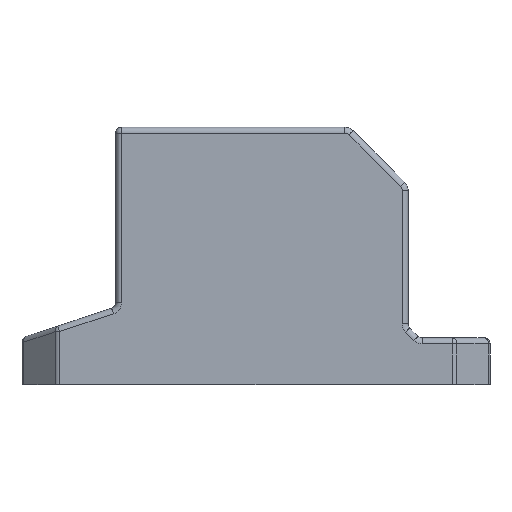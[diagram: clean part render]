
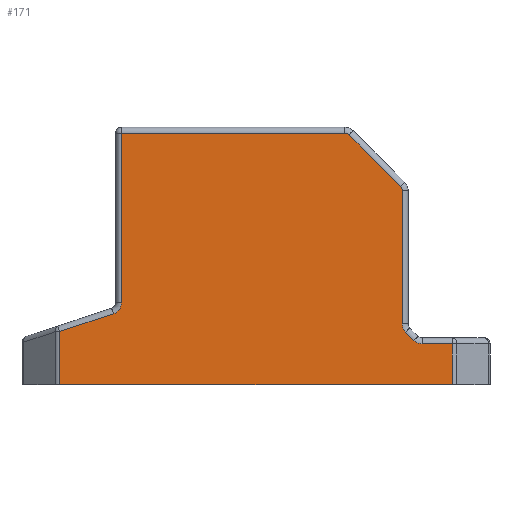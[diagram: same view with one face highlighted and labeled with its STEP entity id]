
A CAD part, front view. The second image highlights one B-rep face of the part: STEP entity #171.
In plain terms, the highlighted planar face has unit normal (0, -1, 0).
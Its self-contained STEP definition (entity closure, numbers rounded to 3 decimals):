
#171 = ADVANCED_FACE( '', ( #467 ), #468, .T. );
#467 = FACE_OUTER_BOUND( '', #897, .T. );
#468 = PLANE( '', #898 );
#897 = EDGE_LOOP( '', ( #1872, #1873, #1874, #1875, #1876, #1877, #1878, #1879, #1880, #1881, #1882, #1883, #1884, #1885, #1886 ) );
#898 = AXIS2_PLACEMENT_3D( '', #1887, #1888, #1889 );
#1872 = ORIENTED_EDGE( '', *, *, #2901, .T. );
#1873 = ORIENTED_EDGE( '', *, *, #2902, .T. );
#1874 = ORIENTED_EDGE( '', *, *, #2903, .T. );
#1875 = ORIENTED_EDGE( '', *, *, #2904, .T. );
#1876 = ORIENTED_EDGE( '', *, *, #2719, .T. );
#1877 = ORIENTED_EDGE( '', *, *, #2621, .T. );
#1878 = ORIENTED_EDGE( '', *, *, #2905, .T. );
#1879 = ORIENTED_EDGE( '', *, *, #2906, .T. );
#1880 = ORIENTED_EDGE( '', *, *, #2907, .T. );
#1881 = ORIENTED_EDGE( '', *, *, #2908, .T. );
#1882 = ORIENTED_EDGE( '', *, *, #2909, .T. );
#1883 = ORIENTED_EDGE( '', *, *, #2910, .T. );
#1884 = ORIENTED_EDGE( '', *, *, #2911, .T. );
#1885 = ORIENTED_EDGE( '', *, *, #2912, .T. );
#1886 = ORIENTED_EDGE( '', *, *, #2913, .T. );
#1887 = CARTESIAN_POINT( '', ( 0., -13.25, -11. ) );
#1888 = DIRECTION( '', ( 0., -1., 0. ) );
#1889 = DIRECTION( '', ( 0., 0., -1. ) );
#2621 = EDGE_CURVE( '', #3101, #3099, #3102, .T. );
#2719 = EDGE_CURVE( '', #3281, #3101, #3282, .F. );
#2901 = EDGE_CURVE( '', #3559, #3309, #3560, .T. );
#2902 = EDGE_CURVE( '', #3309, #3561, #3562, .T. );
#2903 = EDGE_CURVE( '', #3561, #3563, #3564, .F. );
#2904 = EDGE_CURVE( '', #3563, #3281, #3565, .T. );
#2905 = EDGE_CURVE( '', #3099, #3566, #3567, .F. );
#2906 = EDGE_CURVE( '', #3566, #3568, #3569, .T. );
#2907 = EDGE_CURVE( '', #3568, #3570, #3571, .F. );
#2908 = EDGE_CURVE( '', #3570, #3572, #3573, .F. );
#2909 = EDGE_CURVE( '', #3572, #3574, #3575, .F. );
#2910 = EDGE_CURVE( '', #3574, #3576, #3577, .T. );
#2911 = EDGE_CURVE( '', #3576, #3578, #3579, .T. );
#2912 = EDGE_CURVE( '', #3578, #3580, #3581, .F. );
#2913 = EDGE_CURVE( '', #3580, #3559, #3582, .T. );
#3099 = VERTEX_POINT( '', #3820 );
#3101 = VERTEX_POINT( '', #3822 );
#3102 = LINE( '', #3823, #3824 );
#3281 = VERTEX_POINT( '', #4132 );
#3282 = LINE( '', #4133, #4134 );
#3309 = VERTEX_POINT( '', #4174 );
#3559 = VERTEX_POINT( '', #4508 );
#3560 = LINE( '', #4509, #4510 );
#3561 = VERTEX_POINT( '', #4511 );
#3562 = LINE( '', #4512, #4513 );
#3563 = VERTEX_POINT( '', #4514 );
#3564 = CIRCLE( '', #4515, 1. );
#3565 = LINE( '', #4516, #4517 );
#3566 = VERTEX_POINT( '', #4518 );
#3567 = LINE( '', #4519, #4520 );
#3568 = VERTEX_POINT( '', #4521 );
#3569 = LINE( '', #4522, #4523 );
#3570 = VERTEX_POINT( '', #4524 );
#3571 = CIRCLE( '', #4525, 1. );
#3572 = VERTEX_POINT( '', #4526 );
#3573 = LINE( '', #4527, #4528 );
#3574 = VERTEX_POINT( '', #4529 );
#3575 = CIRCLE( '', #4530, 1. );
#3576 = VERTEX_POINT( '', #4531 );
#3577 = LINE( '', #4532, #4533 );
#3578 = VERTEX_POINT( '', #4534 );
#3579 = CIRCLE( '', #4535, 0.5 );
#3580 = VERTEX_POINT( '', #4536 );
#3581 = LINE( '', #4537, #4538 );
#3582 = CIRCLE( '', #4539, 0.5 );
#3820 = CARTESIAN_POINT( '', ( 16.793, -13.25, -11. ) );
#3822 = CARTESIAN_POINT( '', ( -16.793, -13.25, -11. ) );
#3823 = CARTESIAN_POINT( '', ( 0., -13.25, -11. ) );
#3824 = VECTOR( '', #4817, 1000. );
#4132 = CARTESIAN_POINT( '', ( -16.793, -13.25, -6.466 ) );
#4133 = CARTESIAN_POINT( '', ( -16.793, -13.25, -11. ) );
#4134 = VECTOR( '', #4974, 1000. );
#4174 = CARTESIAN_POINT( '', ( -11.5, -13.25, 10.5 ) );
#4508 = CARTESIAN_POINT( '', ( 7.586, -13.25, 10.5 ) );
#4509 = CARTESIAN_POINT( '', ( 0., -13.25, 10.5 ) );
#4510 = VECTOR( '', #5331, 1000. );
#4511 = CARTESIAN_POINT( '', ( -11.5, -13.25, -3.993 ) );
#4512 = CARTESIAN_POINT( '', ( -11.5, -13.25, -11. ) );
#4513 = VECTOR( '', #5332, 1000. );
#4514 = CARTESIAN_POINT( '', ( -12.186, -13.25, -4.942 ) );
#4515 = AXIS2_PLACEMENT_3D( '', #5333, #5334, #5335 );
#4516 = CARTESIAN_POINT( '', ( -3.007, -13.25, -1.907 ) );
#4517 = VECTOR( '', #5336, 1000. );
#4518 = CARTESIAN_POINT( '', ( 16.793, -13.25, -7.5 ) );
#4519 = CARTESIAN_POINT( '', ( 16.793, -13.25, -11. ) );
#4520 = VECTOR( '', #5337, 1000. );
#4521 = CARTESIAN_POINT( '', ( 14.207, -13.25, -7.5 ) );
#4522 = CARTESIAN_POINT( '', ( 0., -13.25, -7.5 ) );
#4523 = VECTOR( '', #5338, 1000. );
#4524 = CARTESIAN_POINT( '', ( 13.5, -13.25, -7.207 ) );
#4525 = AXIS2_PLACEMENT_3D( '', #5339, #5340, #5341 );
#4526 = CARTESIAN_POINT( '', ( 12.793, -13.25, -6.5 ) );
#4527 = CARTESIAN_POINT( '', ( 12.793, -13.25, -6.5 ) );
#4528 = VECTOR( '', #5342, 1000. );
#4529 = CARTESIAN_POINT( '', ( 12.5, -13.25, -5.793 ) );
#4530 = AXIS2_PLACEMENT_3D( '', #5343, #5344, #5345 );
#4531 = CARTESIAN_POINT( '', ( 12.5, -13.25, 5.586 ) );
#4532 = CARTESIAN_POINT( '', ( 12.5, -13.25, -11. ) );
#4533 = VECTOR( '', #5346, 1000. );
#4534 = CARTESIAN_POINT( '', ( 12.354, -13.25, 5.939 ) );
#4535 = AXIS2_PLACEMENT_3D( '', #5347, #5348, #5349 );
#4536 = CARTESIAN_POINT( '', ( 7.939, -13.25, 10.354 ) );
#4537 = CARTESIAN_POINT( '', ( 14.646, -13.25, 3.646 ) );
#4538 = VECTOR( '', #5350, 1000. );
#4539 = AXIS2_PLACEMENT_3D( '', #5351, #5352, #5353 );
#4817 = DIRECTION( '', ( 1., 0., 0. ) );
#4974 = DIRECTION( '', ( 0., 0., 1. ) );
#5331 = DIRECTION( '', ( -1., 0., 0. ) );
#5332 = DIRECTION( '', ( 0., 0., -1. ) );
#5333 = CARTESIAN_POINT( '', ( -12.5, -13.25, -3.993 ) );
#5334 = DIRECTION( '', ( 0., -1., 0. ) );
#5335 = DIRECTION( '', ( 0., 0., -1. ) );
#5336 = DIRECTION( '', ( -0.949, 0., -0.314 ) );
#5337 = DIRECTION( '', ( 0., 0., -1. ) );
#5338 = DIRECTION( '', ( -1., 0., 0. ) );
#5339 = CARTESIAN_POINT( '', ( 14.207, -13.25, -6.5 ) );
#5340 = DIRECTION( '', ( 0., -1., 0. ) );
#5341 = DIRECTION( '', ( 0., 0., -1. ) );
#5342 = DIRECTION( '', ( 0.707, 0., -0.707 ) );
#5343 = CARTESIAN_POINT( '', ( 13.5, -13.25, -5.793 ) );
#5344 = DIRECTION( '', ( 0., -1., 0. ) );
#5345 = DIRECTION( '', ( 0., 0., -1. ) );
#5346 = DIRECTION( '', ( 0., 0., 1. ) );
#5347 = CARTESIAN_POINT( '', ( 12., -13.25, 5.586 ) );
#5348 = DIRECTION( '', ( 0., -1., 0. ) );
#5349 = DIRECTION( '', ( 0., 0., -1. ) );
#5350 = DIRECTION( '', ( 0.707, 0., -0.707 ) );
#5351 = CARTESIAN_POINT( '', ( 7.586, -13.25, 10. ) );
#5352 = DIRECTION( '', ( 0., -1., 0. ) );
#5353 = DIRECTION( '', ( 0., 0., -1. ) );
